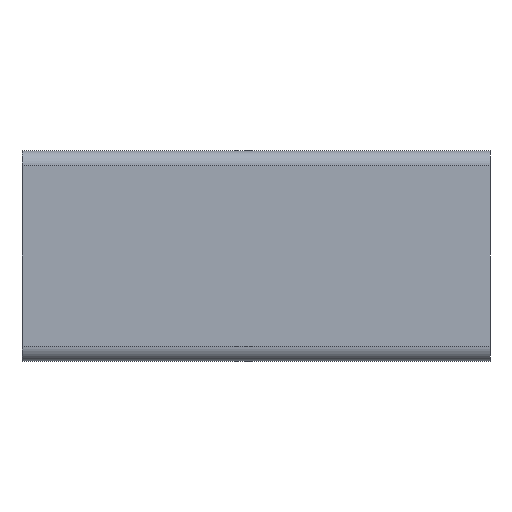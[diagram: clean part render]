
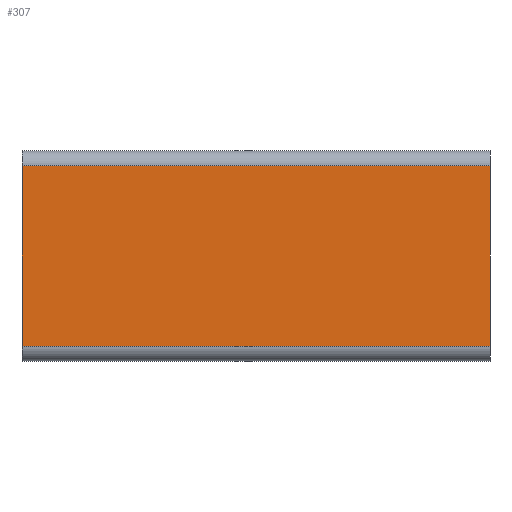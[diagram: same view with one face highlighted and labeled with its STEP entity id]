
A CAD part, front view. The second image highlights one B-rep face of the part: STEP entity #307.
In plain terms, the highlighted planar face has unit normal (0, -1, 0).
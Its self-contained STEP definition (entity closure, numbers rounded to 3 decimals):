
#8 = VECTOR ( 'NONE', #660, 1000. ) ;
#11 = VERTEX_POINT ( 'NONE', #1081 ) ;
#24 = ORIENTED_EDGE ( 'NONE', *, *, #986, .F. ) ;
#53 = CARTESIAN_POINT ( 'NONE',  ( 41.509, 57.547, 41.8 ) ) ;
#63 = VECTOR ( 'NONE', #246, 1000. ) ;
#115 = LINE ( 'NONE', #394, #245 ) ;
#130 = CARTESIAN_POINT ( 'NONE',  ( 41.509, 57.547, 3.2 ) ) ;
#134 = LINE ( 'NONE', #352, #8 ) ;
#184 = DIRECTION ( 'NONE',  ( 0., 0., -1. ) ) ;
#228 = ORIENTED_EDGE ( 'NONE', *, *, #780, .T. ) ;
#245 = VECTOR ( 'NONE', #184, 1000. ) ;
#246 = DIRECTION ( 'NONE',  ( -1., 0., 0. ) ) ;
#253 = LINE ( 'NONE', #534, #1024 ) ;
#257 = CARTESIAN_POINT ( 'NONE',  ( -58.491, 57.547, 3.2 ) ) ;
#307 = ADVANCED_FACE ( 'NONE', ( #1133 ), #544, .F. ) ;
#330 = DIRECTION ( 'NONE',  ( 0., 0., 1. ) ) ;
#352 = CARTESIAN_POINT ( 'NONE',  ( -58.491, 57.547, 3.2 ) ) ;
#363 = AXIS2_PLACEMENT_3D ( 'NONE', #1136, #625, #330 ) ;
#394 = CARTESIAN_POINT ( 'NONE',  ( 41.509, 57.547, 3.2 ) ) ;
#534 = CARTESIAN_POINT ( 'NONE',  ( 41.509, 57.547, 41.8 ) ) ;
#544 = PLANE ( 'NONE',  #363 ) ;
#595 = VERTEX_POINT ( 'NONE', #53 ) ;
#625 = DIRECTION ( 'NONE',  ( 0., 1., 0. ) ) ;
#629 = EDGE_LOOP ( 'NONE', ( #228, #1321, #24, #1254 ) ) ;
#660 = DIRECTION ( 'NONE',  ( 0., 0., -1. ) ) ;
#697 = VERTEX_POINT ( 'NONE', #257 ) ;
#702 = EDGE_CURVE ( 'NONE', #595, #11, #253, .T. ) ;
#780 = EDGE_CURVE ( 'NONE', #11, #697, #134, .T. ) ;
#986 = EDGE_CURVE ( 'NONE', #595, #1208, #115, .T. ) ;
#1024 = VECTOR ( 'NONE', #1148, 1000. ) ;
#1043 = CARTESIAN_POINT ( 'NONE',  ( 41.509, 57.547, 3.2 ) ) ;
#1081 = CARTESIAN_POINT ( 'NONE',  ( -58.491, 57.547, 41.8 ) ) ;
#1133 = FACE_OUTER_BOUND ( 'NONE', #629, .T. ) ;
#1136 = CARTESIAN_POINT ( 'NONE',  ( 41.509, 57.547, 3.2 ) ) ;
#1148 = DIRECTION ( 'NONE',  ( -1., 0., 0. ) ) ;
#1192 = LINE ( 'NONE', #130, #63 ) ;
#1208 = VERTEX_POINT ( 'NONE', #1043 ) ;
#1254 = ORIENTED_EDGE ( 'NONE', *, *, #702, .T. ) ;
#1285 = EDGE_CURVE ( 'NONE', #1208, #697, #1192, .T. ) ;
#1321 = ORIENTED_EDGE ( 'NONE', *, *, #1285, .F. ) ;
